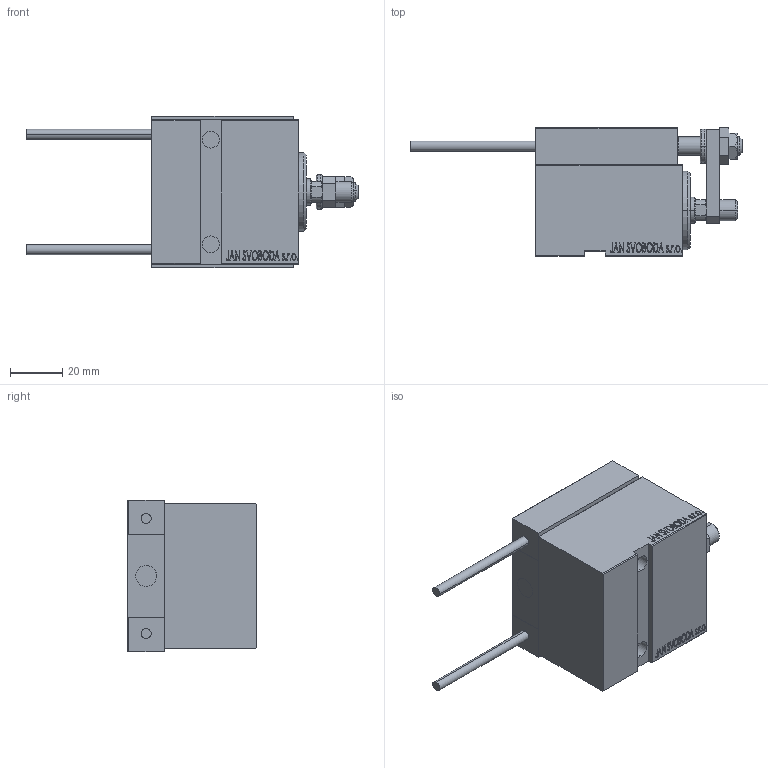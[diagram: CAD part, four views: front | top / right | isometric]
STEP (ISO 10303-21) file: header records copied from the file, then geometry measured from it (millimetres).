
FILE_DESCRIPTION (( 'STEP AP203' ), '1' );
FILE_NAME ('4af2.STEP', '2022-04-16T19:38:26', ( '' ), ( '' ), 'SwSTEP 2.0', 'SolidWorks 2019', '' );
FILE_SCHEMA (( 'CONFIG_CONTROL_DESIGN' ));
Length unit declared in the file: millimetre
Products named in the file (17): NUT_D12 6a39f3bf63f79f9c812de4db3db31ef7; ALLEN BOLT D5 6a39f3bf63f79f9c812de4db3db31ef7; 4af2; V450CM_E_Body 6a39f3bf63f79f9c812de4db3db31ef7; KONCOVKA 6a39f3bf63f79f9c812de4db3db31ef7; SWITCH_X_FRONT_BACK 6a39f3bf63f79f9c812de4db3db31ef7; ZARAZKA 6a39f3bf63f79f9c812de4db3db31ef7; ALLEN BOLT D8 6a39f3bf63f79f9c812de4db3db31ef7; Block 6a39f3bf63f79f9c812de4db3db31ef7; V450CM_MALE_METRIC 6a39f3bf63f79f9c812de4db3db31ef7; V450CM_E_VCP 6a39f3bf63f79f9c812de4db3db31ef7; TYC_L79 6a39f3bf63f79f9c812de4db3db31ef7; SWITCH X 6a39f3bf63f79f9c812de4db3db31ef7; V450CM_VC_B 6a39f3bf63f79f9c812de4db3db31ef7; NUT_D10 6a39f3bf63f79f9c812de4db3db31ef7; MAGNET 6a39f3bf63f79f9c812de4db3db31ef7; SWITCH DIM B,W 6a39f3bf63f79f9c812de4db3db31ef7
Assembly tree (26 placements, depth 3):
  4af2
    V450CM_E_Body 6a39f3bf63f79f9c812de4db3db31ef7
    V450CM_E_VCP 6a39f3bf63f79f9c812de4db3db31ef7
    V450CM_VC_B 6a39f3bf63f79f9c812de4db3db31ef7
    V450CM_MALE_METRIC 6a39f3bf63f79f9c812de4db3db31ef7
    SWITCH X 6a39f3bf63f79f9c812de4db3db31ef7
      SWITCH_X_FRONT_BACK 6a39f3bf63f79f9c812de4db3db31ef7  x2
      TYC_L79 6a39f3bf63f79f9c812de4db3db31ef7
      Block 6a39f3bf63f79f9c812de4db3db31ef7  x2
      ALLEN BOLT D5 6a39f3bf63f79f9c812de4db3db31ef7  x4
      ALLEN BOLT D8 6a39f3bf63f79f9c812de4db3db31ef7  x4
      MAGNET 6a39f3bf63f79f9c812de4db3db31ef7  x2
      KONCOVKA 6a39f3bf63f79f9c812de4db3db31ef7  x2
    SWITCH DIM B,W 6a39f3bf63f79f9c812de4db3db31ef7
    ZARAZKA 6a39f3bf63f79f9c812de4db3db31ef7
    NUT_D10 6a39f3bf63f79f9c812de4db3db31ef7
    NUT_D12 6a39f3bf63f79f9c812de4db3db31ef7
Bounding box: 126.7 x 49 x 58 mm (x, y, z)
Volume: 145776.4 mm3; surface area: 46426.4 mm2
Topology: 25 solids, 25 shells, 1287 faces, 3078 edges, 1966 vertices
Faces by surface type: plane 570, bspline 380, cylinder 170, cone 117, torus 46, sphere 4
Entity records: 49914 total; most frequent: CARTESIAN_POINT 25378, ORIENTED_EDGE 5176, DIRECTION 3459, EDGE_CURVE 2588, VERTEX_POINT 1690, LINE 1501, VECTOR 1501, EDGE_LOOP 1188
